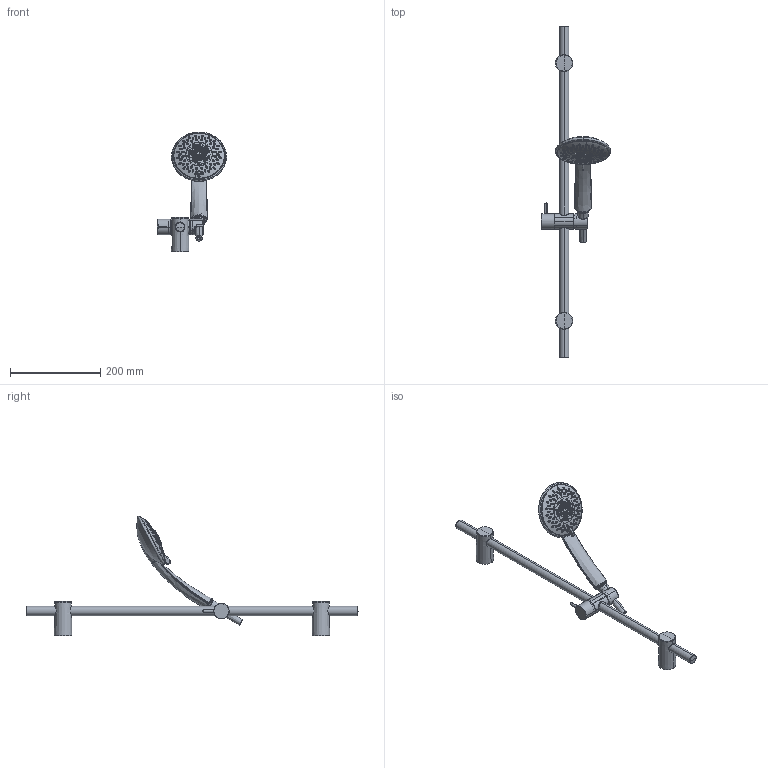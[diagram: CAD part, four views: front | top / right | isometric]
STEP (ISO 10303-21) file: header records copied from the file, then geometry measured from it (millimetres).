
FILE_DESCRIPTION((''),'2;1');
FILE_NAME('ZSAL118CRAG','2021-11-15T11:41:36',('ut3'),('PAFFONI SpA'),'CREO PARAMETRIC BY PTC INC, 2020044','CREO PARAMETRIC BY PTC INC, 2020044','');
FILE_SCHEMA(('CONFIG_CONTROL_DESIGN','SHAPE_APPEARANCE_LAYERS_GROUPS'));
Length unit declared in the file: millimetre
Products named in the file (1): ZSAL118CRAG
Bounding box: 153.09 x 734 x 265.08 mm (x, y, z)
Volume: 525932.3 mm3; surface area: 242066.4 mm2
Topology: 7 solids, 7 shells, 2210 faces, 5756 edges, 3694 vertices
Faces by surface type: cylinder 715, plane 621, bspline 266, cone 232, torus 141, extrusion 121, revolution 69, sphere 45
Entity records: 141071 total; most frequent: CARTESIAN_POINT 80308, ORIENTED_EDGE 11452, DIRECTION 9274, EDGE_CURVE 5726, VERTEX_POINT 3694, AXIS2_PLACEMENT_3D 3539, EDGE_LOOP 2664, FACE_OUTER_BOUND 2210
